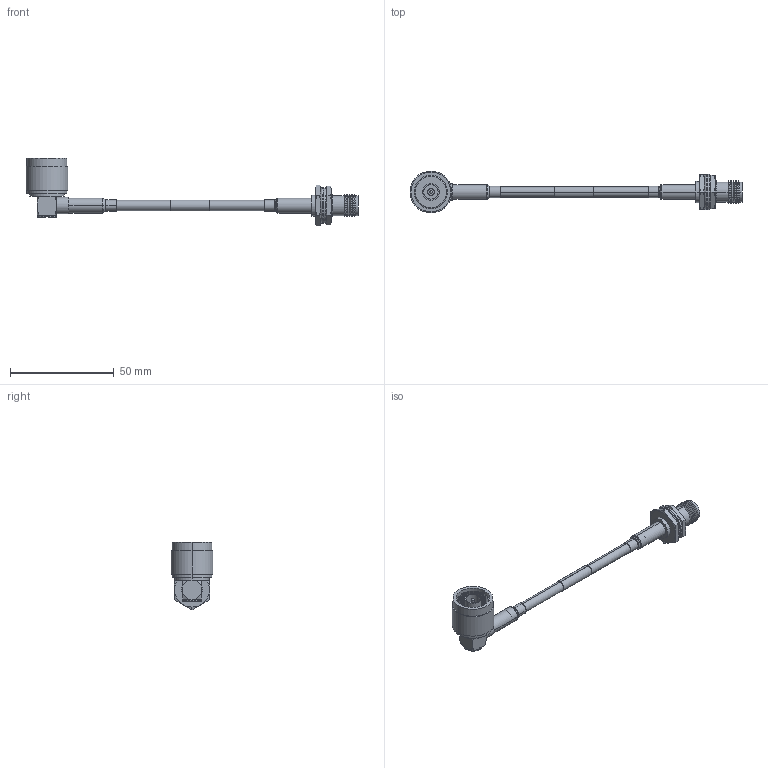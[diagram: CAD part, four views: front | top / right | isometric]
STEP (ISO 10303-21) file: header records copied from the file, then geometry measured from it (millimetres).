
FILE_DESCRIPTION (( 'STEP AP203' ), '1' );
FILE_NAME ('LCCA30706.STEP', '2020-09-25T05:15:53', ( '' ), ( '' ), 'SwSTEP 2.0', 'SolidWorks 2018', '' );
FILE_SCHEMA (( 'CONFIG_CONTROL_DESIGN' ));
Length unit declared in the file: inch
Products named in the file (15): ANM-1716-MA1; ATF-3700; CA-195R-MA1_.195"x1"; ATF-3700-MA4; ATF-3700-MA5; LCCA30706; ANM-1716; ANM-1716-MA2; Part3^LCCA30706; ATF-3700-MA3; RG58C-PROD; ATF-3700-MA6; ATF-3700-MA2_without fillets; ATF-3700-MA1
Assembly tree (15 placements, depth 3):
  LCCA30706
    RG58C-PROD
    Part3^LCCA30706
    CA-195R-MA1_.195"x1"  x2
    ATF-3700
      ATF-3700-MA1
      ATF-3700-MA4
      ATF-3700-MA2_without fillets
      ATF-3700-MA3
      ATF-3700-MA5
      ATF-3700-MA6
    ANM-1716
      ANM-1716
      ANM-1716-MA1
      ANM-1716-MA2
Bounding box: 159.69 x 20.12 x 32.67 mm (x, y, z)
Volume: 9085.9 mm3; surface area: 12865.2 mm2
Topology: 13 solids, 13 shells, 521 faces, 1183 edges, 712 vertices
Faces by surface type: cylinder 187, cone 172, plane 129, torus 32, sphere 1
Entity records: 16003 total; most frequent: CARTESIAN_POINT 2833, DIRECTION 2634, ORIENTED_EDGE 2272, EDGE_CURVE 1136, AXIS2_PLACEMENT_3D 1061, VERTEX_POINT 686, CIRCLE 542, EDGE_LOOP 540
